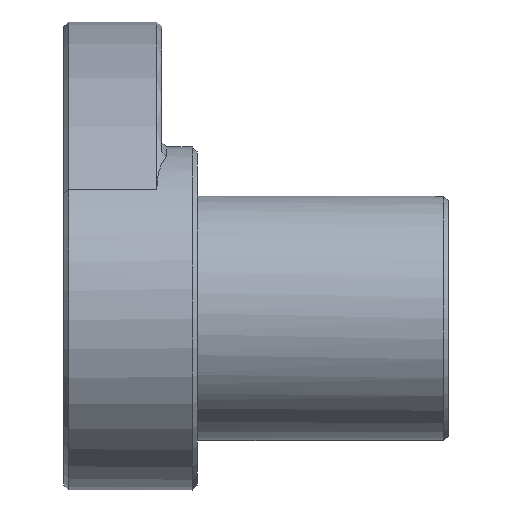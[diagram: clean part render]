
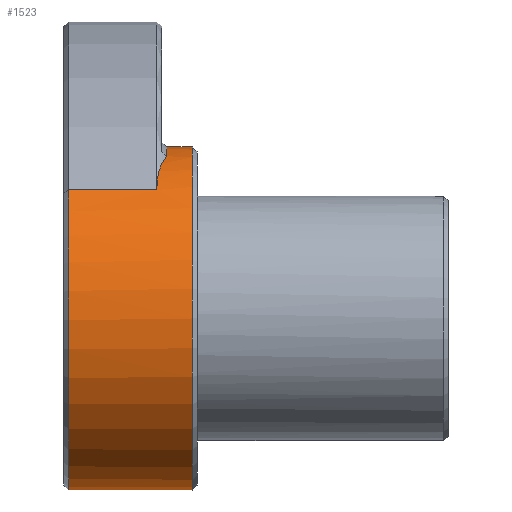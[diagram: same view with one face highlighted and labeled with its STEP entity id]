
A CAD part, left-side view. The second image highlights one B-rep face of the part: STEP entity #1523.
In plain terms, the highlighted cylindrical face has radius 14 mm (diameter 28 mm), a full revolution.
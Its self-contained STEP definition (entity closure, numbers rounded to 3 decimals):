
#42=B_SPLINE_CURVE_WITH_KNOTS('',3,(#2383,#2384,#2385,#2386),
 .UNSPECIFIED.,.F.,.F.,(4,4),(1.819,1.936),
 .UNSPECIFIED.);
#43=B_SPLINE_CURVE_WITH_KNOTS('',3,(#2391,#2392,#2393,#2394),
 .UNSPECIFIED.,.F.,.F.,(4,4),(3.009,3.169),
 .UNSPECIFIED.);
#44=B_SPLINE_CURVE_WITH_KNOTS('',3,(#2396,#2397,#2398,#2399,#2400,#2401),
 .UNSPECIFIED.,.F.,.F.,(4,2,4),(2.264,2.506,2.643),
 .UNSPECIFIED.);
#45=B_SPLINE_CURVE_WITH_KNOTS('',3,(#2408,#2409,#2410,#2411),
 .UNSPECIFIED.,.F.,.F.,(4,4),(1.6,1.873),
 .UNSPECIFIED.);
#65=CYLINDRICAL_SURFACE('',#1641,14.);
#161=FACE_OUTER_BOUND('',#255,.T.);
#255=EDGE_LOOP('',(#1131,#1132,#1133,#1134,#1135,#1136,#1137,#1138,#1139,
#1140,#1141,#1142));
#380=LINE('',#2388,#501);
#381=LINE('',#2403,#502);
#382=LINE('',#2407,#503);
#501=VECTOR('',#1898,14.);
#502=VECTOR('',#1901,10.);
#503=VECTOR('',#1904,10.);
#604=CIRCLE('',#1639,14.);
#605=CIRCLE('',#1640,14.);
#606=CIRCLE('',#1642,14.);
#607=CIRCLE('',#1643,14.);
#697=VERTEX_POINT('',#2364);
#698=VERTEX_POINT('',#2371);
#699=VERTEX_POINT('',#2373);
#700=VERTEX_POINT('',#2382);
#701=VERTEX_POINT('',#2387);
#702=VERTEX_POINT('',#2390);
#703=VERTEX_POINT('',#2395);
#704=VERTEX_POINT('',#2402);
#705=VERTEX_POINT('',#2404);
#706=VERTEX_POINT('',#2406);
#859=EDGE_CURVE('',#697,#698,#604,.T.);
#860=EDGE_CURVE('',#698,#699,#605,.T.);
#862=EDGE_CURVE('',#699,#700,#42,.T.);
#863=EDGE_CURVE('',#698,#701,#380,.T.);
#864=EDGE_CURVE('',#701,#701,#606,.T.);
#865=EDGE_CURVE('',#702,#697,#43,.T.);
#866=EDGE_CURVE('',#703,#702,#44,.T.);
#867=EDGE_CURVE('',#703,#704,#381,.T.);
#868=EDGE_CURVE('',#705,#704,#607,.T.);
#869=EDGE_CURVE('',#706,#705,#382,.T.);
#870=EDGE_CURVE('',#700,#706,#45,.T.);
#1131=ORIENTED_EDGE('',*,*,#862,.F.);
#1132=ORIENTED_EDGE('',*,*,#860,.F.);
#1133=ORIENTED_EDGE('',*,*,#863,.T.);
#1134=ORIENTED_EDGE('',*,*,#864,.F.);
#1135=ORIENTED_EDGE('',*,*,#863,.F.);
#1136=ORIENTED_EDGE('',*,*,#859,.F.);
#1137=ORIENTED_EDGE('',*,*,#865,.F.);
#1138=ORIENTED_EDGE('',*,*,#866,.F.);
#1139=ORIENTED_EDGE('',*,*,#867,.T.);
#1140=ORIENTED_EDGE('',*,*,#868,.F.);
#1141=ORIENTED_EDGE('',*,*,#869,.F.);
#1142=ORIENTED_EDGE('',*,*,#870,.F.);
#1523=ADVANCED_FACE('',(#161),#65,.T.);
#1639=AXIS2_PLACEMENT_3D('',#2372,#1892,#1893);
#1640=AXIS2_PLACEMENT_3D('',#2374,#1894,#1895);
#1641=AXIS2_PLACEMENT_3D('',#2381,#1896,#1897);
#1642=AXIS2_PLACEMENT_3D('',#2389,#1899,#1900);
#1643=AXIS2_PLACEMENT_3D('',#2405,#1902,#1903);
#1892=DIRECTION('center_axis',(0.,1.,0.));
#1893=DIRECTION('ref_axis',(1.,0.,0.));
#1894=DIRECTION('center_axis',(0.,1.,0.));
#1895=DIRECTION('ref_axis',(1.,0.,0.));
#1896=DIRECTION('center_axis',(0.,1.,0.));
#1897=DIRECTION('ref_axis',(-1.,0.,0.));
#1898=DIRECTION('',(0.,-1.,0.));
#1899=DIRECTION('center_axis',(0.,-1.,0.));
#1900=DIRECTION('ref_axis',(-1.,0.,0.));
#1901=DIRECTION('',(0.,1.,0.));
#1902=DIRECTION('center_axis',(0.,1.,0.));
#1903=DIRECTION('ref_axis',(-1.,0.,0.));
#1904=DIRECTION('',(0.,1.,0.));
#2364=CARTESIAN_POINT('',(-116.428,41.6,17.509));
#2371=CARTESIAN_POINT('',(-97.884,41.6,4.267));
#2372=CARTESIAN_POINT('Origin',(-111.884,41.6,4.267));
#2373=CARTESIAN_POINT('',(-99.263,41.6,-1.793));
#2374=CARTESIAN_POINT('Origin',(-111.884,41.6,4.267));
#2381=CARTESIAN_POINT('Origin',(-111.884,40.6,4.267));
#2382=CARTESIAN_POINT('',(-99.813,42.,-2.825));
#2383=CARTESIAN_POINT('Ctrl Pts',(-99.263,41.6,-1.793));
#2384=CARTESIAN_POINT('Ctrl Pts',(-99.43,41.753,-2.14));
#2385=CARTESIAN_POINT('Ctrl Pts',(-99.613,41.888,-2.486));
#2386=CARTESIAN_POINT('Ctrl Pts',(-99.813,42.,-2.825));
#2387=CARTESIAN_POINT('',(-97.884,39.5,4.267));
#2388=CARTESIAN_POINT('',(-97.884,40.6,4.267));
#2389=CARTESIAN_POINT('Origin',(-111.884,39.5,4.267));
#2390=CARTESIAN_POINT('',(-117.922,42.,16.898));
#2391=CARTESIAN_POINT('Ctrl Pts',(-117.922,42.,16.898));
#2392=CARTESIAN_POINT('Ctrl Pts',(-117.434,41.889,17.131));
#2393=CARTESIAN_POINT('Ctrl Pts',(-116.934,41.755,17.335));
#2394=CARTESIAN_POINT('Ctrl Pts',(-116.428,41.6,17.509));
#2395=CARTESIAN_POINT('',(-121.149,42.4,14.762));
#2396=CARTESIAN_POINT('Ctrl Pts',(-121.149,42.4,14.762));
#2397=CARTESIAN_POINT('Ctrl Pts',(-120.545,42.4,15.296));
#2398=CARTESIAN_POINT('Ctrl Pts',(-119.877,42.347,15.791));
#2399=CARTESIAN_POINT('Ctrl Pts',(-118.763,42.176,16.469));
#2400=CARTESIAN_POINT('Ctrl Pts',(-118.347,42.097,16.694));
#2401=CARTESIAN_POINT('Ctrl Pts',(-117.922,42.,16.898));
#2402=CARTESIAN_POINT('',(-121.149,49.6,14.762));
#2403=CARTESIAN_POINT('',(-121.149,40.6,14.762));
#2404=CARTESIAN_POINT('',(-101.447,49.6,-5.065));
#2405=CARTESIAN_POINT('Origin',(-111.884,49.6,4.267));
#2406=CARTESIAN_POINT('',(-101.447,42.4,-5.065));
#2407=CARTESIAN_POINT('',(-101.447,40.6,-5.065));
#2408=CARTESIAN_POINT('Ctrl Pts',(-99.813,42.,-2.825));
#2409=CARTESIAN_POINT('Ctrl Pts',(-100.281,42.263,-3.621));
#2410=CARTESIAN_POINT('Ctrl Pts',(-100.84,42.4,-4.386));
#2411=CARTESIAN_POINT('Ctrl Pts',(-101.447,42.4,-5.065));
